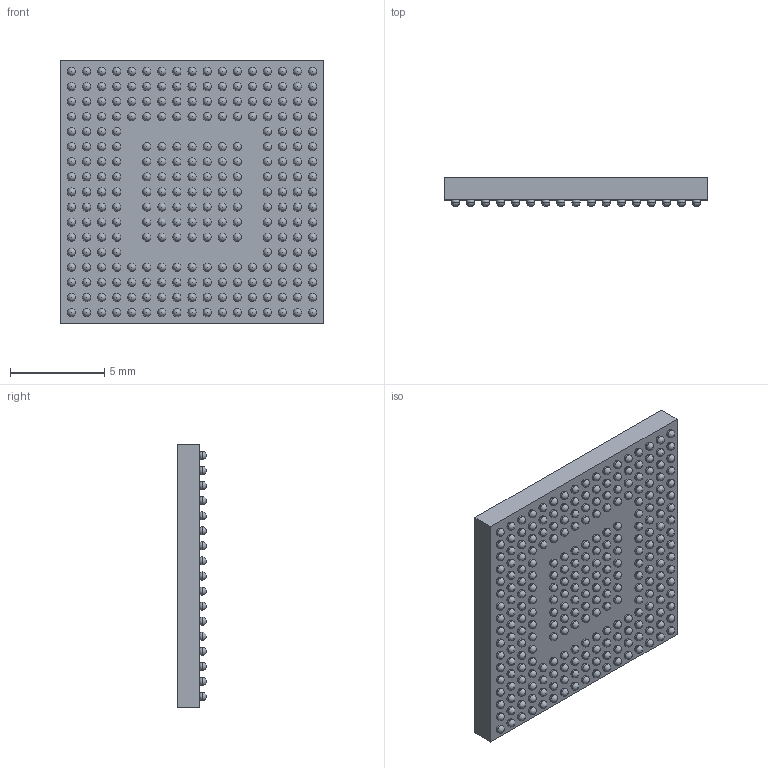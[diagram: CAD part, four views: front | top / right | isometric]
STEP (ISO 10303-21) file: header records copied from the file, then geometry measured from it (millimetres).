
FILE_DESCRIPTION (( 'STEP AP214' ), '1' );
FILE_NAME ('S32K314EHT1VMMST.STEP', '2022-11-09T19:05:36', ( '' ), ( '' ), 'SwSTEP 2.0', 'SolidWorks 2017', '' );
FILE_SCHEMA (( 'AUTOMOTIVE_DESIGN' ));
Length unit declared in the file: millimetre
Products named in the file (1): S32K314EHT1VMMST
Bounding box: 14 x 1.52 x 14 mm (x, y, z)
Volume: 240.8 mm3; surface area: 602.5 mm2
Topology: 259 solids, 259 shells, 784 faces, 2080 edges, 1558 vertices
Faces by surface type: sphere 514, plane 266, cylinder 4
Entity records: 20672 total; most frequent: DIRECTION 3658, CARTESIAN_POINT 2881, ORIENTED_EDGE 2104, AXIS2_PLACEMENT_3D 1821, EDGE_CURVE 1052, VERTEX_POINT 1044, EDGE_LOOP 1042, CIRCLE 1036
